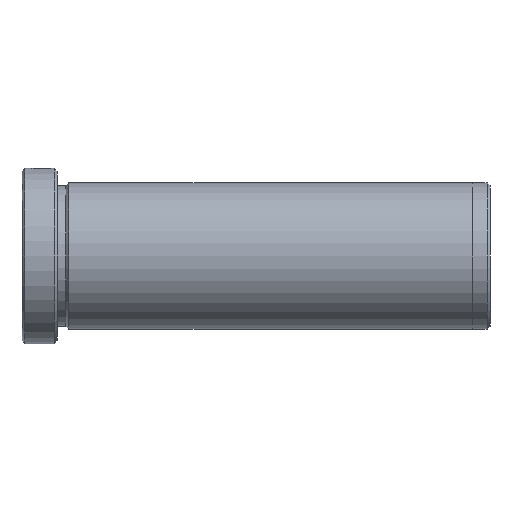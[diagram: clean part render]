
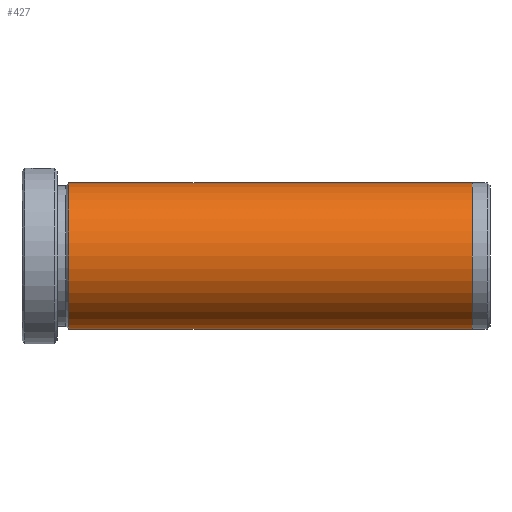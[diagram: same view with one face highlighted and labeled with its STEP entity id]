
A CAD part, left-side view. The second image highlights one B-rep face of the part: STEP entity #427.
In plain terms, the highlighted cylindrical face has radius 12.5 mm (diameter 25 mm), a partial arc.
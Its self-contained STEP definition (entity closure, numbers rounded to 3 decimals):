
#161 = CARTESIAN_POINT ( 'NONE',  ( 0., 0., -12.5 ) ) ;
#170 = DIRECTION ( 'NONE',  ( 0., 1., 0. ) ) ;
#233 = EDGE_CURVE ( 'NONE', #509, #1498, #775, .T. ) ;
#243 = FACE_OUTER_BOUND ( 'NONE', #778, .T. ) ;
#277 = DIRECTION ( 'NONE',  ( 0., 1., 0. ) ) ;
#333 = VECTOR ( 'NONE', #170, 1000. ) ;
#367 = CARTESIAN_POINT ( 'NONE',  ( 0., -77., 0. ) ) ;
#388 = CARTESIAN_POINT ( 'NONE',  ( 0., -8., 12.5 ) ) ;
#427 = ADVANCED_FACE ( 'NONE', ( #243 ), #835, .T. ) ;
#464 = VECTOR ( 'NONE', #893, 1000. ) ;
#480 = EDGE_CURVE ( 'NONE', #561, #509, #1487, .T. ) ;
#496 = DIRECTION ( 'NONE',  ( 0., 0., -1. ) ) ;
#509 = VERTEX_POINT ( 'NONE', #1710 ) ;
#561 = VERTEX_POINT ( 'NONE', #1435 ) ;
#608 = ORIENTED_EDGE ( 'NONE', *, *, #233, .F. ) ;
#629 = ORIENTED_EDGE ( 'NONE', *, *, #1383, .F. ) ;
#690 = ORIENTED_EDGE ( 'NONE', *, *, #480, .F. ) ;
#775 = CIRCLE ( 'NONE', #1209, 12.5 ) ;
#778 = EDGE_LOOP ( 'NONE', ( #690, #629, #1062, #608 ) ) ;
#835 = CYLINDRICAL_SURFACE ( 'NONE', #1177, 12.5 ) ;
#893 = DIRECTION ( 'NONE',  ( 0., 1., 0. ) ) ;
#1037 = CIRCLE ( 'NONE', #1622, 12.5 ) ;
#1062 = ORIENTED_EDGE ( 'NONE', *, *, #1784, .T. ) ;
#1177 = AXIS2_PLACEMENT_3D ( 'NONE', #1390, #277, #1538 ) ;
#1209 = AXIS2_PLACEMENT_3D ( 'NONE', #1273, #1267, #1258 ) ;
#1258 = DIRECTION ( 'NONE',  ( 0., 0., 1. ) ) ;
#1267 = DIRECTION ( 'NONE',  ( 0., 1., 0. ) ) ;
#1273 = CARTESIAN_POINT ( 'NONE',  ( 0., -8., 0. ) ) ;
#1315 = CARTESIAN_POINT ( 'NONE',  ( 0., -77., 12.5 ) ) ;
#1340 = DIRECTION ( 'NONE',  ( 0., -1., 0. ) ) ;
#1383 = EDGE_CURVE ( 'NONE', #1759, #561, #1037, .T. ) ;
#1390 = CARTESIAN_POINT ( 'NONE',  ( 0., 0., 0. ) ) ;
#1435 = CARTESIAN_POINT ( 'NONE',  ( 0., -77., -12.5 ) ) ;
#1475 = CARTESIAN_POINT ( 'NONE',  ( 0., 0., 12.5 ) ) ;
#1487 = LINE ( 'NONE', #161, #333 ) ;
#1498 = VERTEX_POINT ( 'NONE', #388 ) ;
#1538 = DIRECTION ( 'NONE',  ( 0., 0., 1. ) ) ;
#1601 = LINE ( 'NONE', #1475, #464 ) ;
#1622 = AXIS2_PLACEMENT_3D ( 'NONE', #367, #1340, #496 ) ;
#1710 = CARTESIAN_POINT ( 'NONE',  ( 0., -8., -12.5 ) ) ;
#1759 = VERTEX_POINT ( 'NONE', #1315 ) ;
#1784 = EDGE_CURVE ( 'NONE', #1759, #1498, #1601, .T. ) ;
